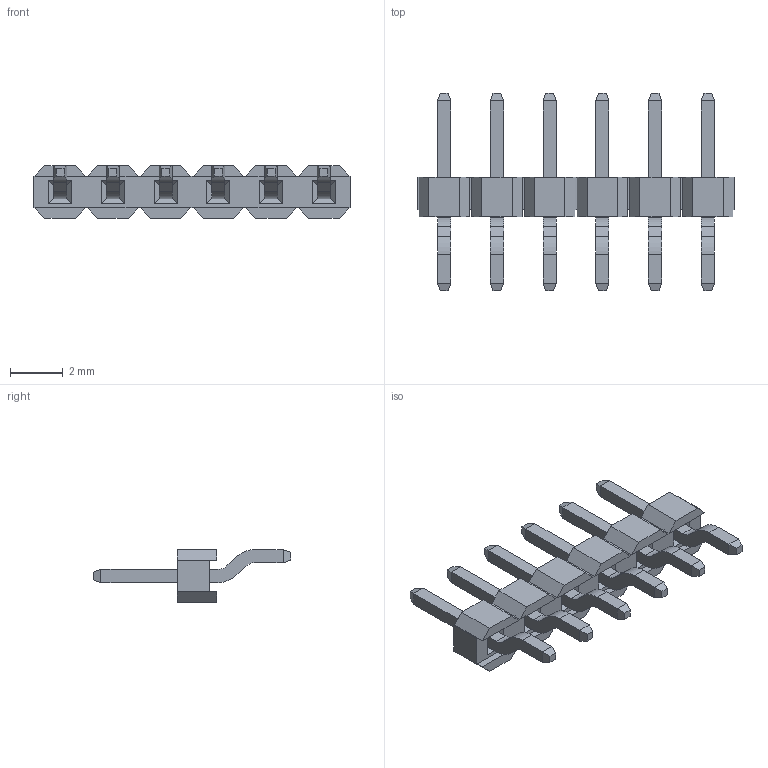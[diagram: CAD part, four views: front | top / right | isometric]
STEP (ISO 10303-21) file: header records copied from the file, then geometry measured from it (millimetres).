
FILE_DESCRIPTION(/* description */ (''),/* implementation_level */ '2;1');
FILE_NAME(/* name */ '7353-06-1-10-xx-00-xx.stp',/* time_stamp */ '2025-07-21T08:50:20+02:00',/* author */ ('andreas.larin'),/* organization */ (''),/* preprocessor_version */ 'ST-DEVELOPER v20',/* originating_system */ 'Autodesk Inventor 2025',/* authorisation */ '');
FILE_SCHEMA (('AUTOMOTIVE_DESIGN { 1 0 10303 214 3 1 1 }'));
Length unit declared in the file: millimetre
Products named in the file (3): 7353-06-1-10-xx-00-xx; 7353-Body1; 7353-Body2
Assembly tree (7 placements, depth 2):
  7353-06-1-10-xx-00-xx
    7353-Body1
    7353-Body2  x6
Bounding box: 12 x 7.51 x 2 mm (x, y, z)
Volume: 38 mm3; surface area: 198.1 mm2
Topology: 7 solids, 7 shells, 258 faces, 636 edges, 392 vertices
Faces by surface type: plane 234, cylinder 24
Entity records: 4471 total; most frequent: CARTESIAN_POINT 766, ORIENTED_EDGE 752, DIRECTION 700, EDGE_CURVE 376, LINE 368, VECTOR 368, VERTEX_POINT 232, AXIS2_PLACEMENT_3D 166
